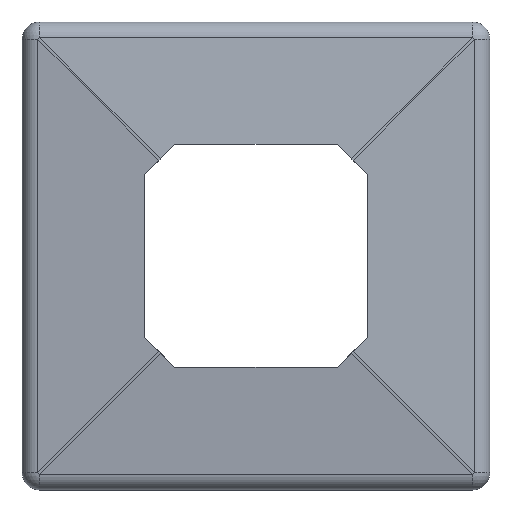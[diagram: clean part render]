
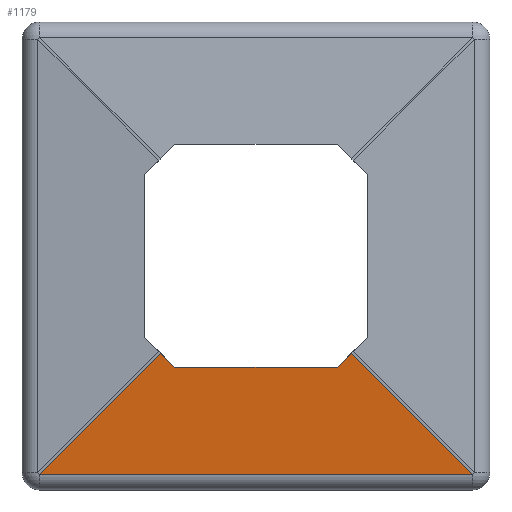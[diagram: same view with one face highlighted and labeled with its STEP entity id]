
A CAD part, top view. The second image highlights one B-rep face of the part: STEP entity #1179.
In plain terms, the highlighted planar face has unit normal (0, -0.088, 0.996).
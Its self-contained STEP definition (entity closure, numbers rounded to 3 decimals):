
#32 = ORIENTED_EDGE ( 'NONE', *, *, #1132, .F. ) ;
#49 = VERTEX_POINT ( 'NONE', #1627 ) ;
#101 = CARTESIAN_POINT ( 'NONE',  ( 14.721, -59.221, 20.536 ) ) ;
#106 = EDGE_LOOP ( 'NONE', ( #629, #834, #1140, #1342, #1012, #32 ) ) ;
#163 = LINE ( 'NONE', #686, #1592 ) ;
#201 = VECTOR ( 'NONE', #356, 1000. ) ;
#240 = LINE ( 'NONE', #1585, #550 ) ;
#248 = PLANE ( 'NONE',  #738 ) ;
#251 = LINE ( 'NONE', #101, #201 ) ;
#272 = CARTESIAN_POINT ( 'NONE',  ( 54., -50.354, 21.324 ) ) ;
#354 = FACE_OUTER_BOUND ( 'NONE', #106, .T. ) ;
#356 = DIRECTION ( 'NONE',  ( 0.706, -0.706, -0.063 ) ) ;
#401 = VERTEX_POINT ( 'NONE', #584 ) ;
#411 = LINE ( 'NONE', #272, #1493 ) ;
#448 = CARTESIAN_POINT ( 'NONE',  ( 20.072, -20.426, 23.984 ) ) ;
#511 = DIRECTION ( 'NONE',  ( -1., 0., 0. ) ) ;
#550 = VECTOR ( 'NONE', #1168, 1000. ) ;
#554 = VERTEX_POINT ( 'NONE', #971 ) ;
#580 = CARTESIAN_POINT ( 'NONE',  ( 18.75, -25.75, 23.511 ) ) ;
#584 = CARTESIAN_POINT ( 'NONE',  ( -18.75, -25.75, 23.511 ) ) ;
#596 = EDGE_CURVE ( 'NONE', #49, #791, #163, .T. ) ;
#606 = DIRECTION ( 'NONE',  ( 0., 0.996, 0.089 ) ) ;
#629 = ORIENTED_EDGE ( 'NONE', *, *, #877, .F. ) ;
#686 = CARTESIAN_POINT ( 'NONE',  ( -50.176, -50.531, 21.308 ) ) ;
#690 = VERTEX_POINT ( 'NONE', #580 ) ;
#738 = AXIS2_PLACEMENT_3D ( 'NONE', #1285, #1436, #606 ) ;
#791 = VERTEX_POINT ( 'NONE', #1123 ) ;
#808 = LINE ( 'NONE', #448, #884 ) ;
#834 = ORIENTED_EDGE ( 'NONE', *, *, #596, .T. ) ;
#877 = EDGE_CURVE ( 'NONE', #49, #401, #251, .T. ) ;
#884 = VECTOR ( 'NONE', #1227, 1000. ) ;
#896 = EDGE_CURVE ( 'NONE', #690, #554, #240, .T. ) ;
#971 = CARTESIAN_POINT ( 'NONE',  ( 22.073, -22.427, 23.806 ) ) ;
#986 = DIRECTION ( 'NONE',  ( 1., 0., 0. ) ) ;
#993 = CARTESIAN_POINT ( 'NONE',  ( 54., -25.75, 23.511 ) ) ;
#1012 = ORIENTED_EDGE ( 'NONE', *, *, #896, .F. ) ;
#1067 = DIRECTION ( 'NONE',  ( -0.706, -0.706, -0.063 ) ) ;
#1123 = CARTESIAN_POINT ( 'NONE',  ( -50., -50.354, 21.324 ) ) ;
#1132 = EDGE_CURVE ( 'NONE', #401, #690, #1232, .T. ) ;
#1140 = ORIENTED_EDGE ( 'NONE', *, *, #1444, .F. ) ;
#1168 = DIRECTION ( 'NONE',  ( 0.706, 0.706, 0.063 ) ) ;
#1179 = ADVANCED_FACE ( 'NONE', ( #354 ), #248, .F. ) ;
#1194 = CARTESIAN_POINT ( 'NONE',  ( 50., -50.354, 21.324 ) ) ;
#1227 = DIRECTION ( 'NONE',  ( -0.706, 0.706, 0.063 ) ) ;
#1232 = LINE ( 'NONE', #993, #1248 ) ;
#1248 = VECTOR ( 'NONE', #986, 1000. ) ;
#1285 = CARTESIAN_POINT ( 'NONE',  ( 54., -20.25, 24. ) ) ;
#1342 = ORIENTED_EDGE ( 'NONE', *, *, #1680, .T. ) ;
#1436 = DIRECTION ( 'NONE',  ( 0., 0.089, -0.996 ) ) ;
#1444 = EDGE_CURVE ( 'NONE', #1487, #791, #411, .T. ) ;
#1487 = VERTEX_POINT ( 'NONE', #1194 ) ;
#1493 = VECTOR ( 'NONE', #511, 1000. ) ;
#1585 = CARTESIAN_POINT ( 'NONE',  ( 39.066, -5.434, 25.317 ) ) ;
#1592 = VECTOR ( 'NONE', #1067, 1000. ) ;
#1627 = CARTESIAN_POINT ( 'NONE',  ( -22.073, -22.427, 23.806 ) ) ;
#1680 = EDGE_CURVE ( 'NONE', #1487, #554, #808, .T. ) ;
